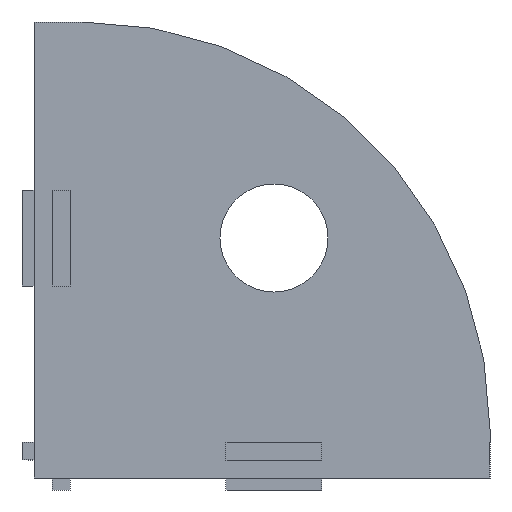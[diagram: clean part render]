
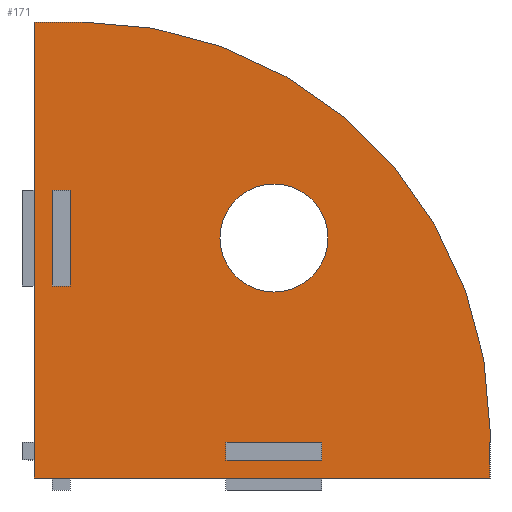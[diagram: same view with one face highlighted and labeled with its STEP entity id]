
A CAD part, front view. The second image highlights one B-rep face of the part: STEP entity #171.
In plain terms, the highlighted planar face has unit normal (0, -1, 0).
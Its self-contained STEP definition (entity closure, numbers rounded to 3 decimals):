
#24 = VERTEX_POINT ( 'NONE', #1571 ) ;
#27 = EDGE_CURVE ( 'NONE', #24, #901, #449, .T. ) ;
#29 = DIRECTION ( 'NONE',  ( 0., 0., -1. ) ) ;
#38 = LINE ( 'NONE', #404, #163 ) ;
#46 = VERTEX_POINT ( 'NONE', #1395 ) ;
#67 = FACE_OUTER_BOUND ( 'NONE', #886, .T. ) ;
#85 = ORIENTED_EDGE ( 'NONE', *, *, #1055, .T. ) ;
#90 = ORIENTED_EDGE ( 'NONE', *, *, #1153, .T. ) ;
#105 = AXIS2_PLACEMENT_3D ( 'NONE', #1133, #609, #514 ) ;
#120 = EDGE_CURVE ( 'NONE', #277, #1037, #643, .T. ) ;
#129 = VERTEX_POINT ( 'NONE', #645 ) ;
#151 = AXIS2_PLACEMENT_3D ( 'NONE', #825, #1340, #592 ) ;
#163 = VECTOR ( 'NONE', #1170, 1000. ) ;
#171 = ADVANCED_FACE ( 'NONE', ( #1282, #67, #196, #531 ), #1550, .F. ) ;
#178 = DIRECTION ( 'NONE',  ( 0., -1., 0. ) ) ;
#179 = AXIS2_PLACEMENT_3D ( 'NONE', #284, #178, #1411 ) ;
#184 = ORIENTED_EDGE ( 'NONE', *, *, #261, .T. ) ;
#186 = CARTESIAN_POINT ( 'NONE',  ( 38., 0., 4. ) ) ;
#196 = FACE_BOUND ( 'NONE', #611, .T. ) ;
#197 = ORIENTED_EDGE ( 'NONE', *, *, #340, .T. ) ;
#199 = CARTESIAN_POINT ( 'NONE',  ( 38., 0., 0. ) ) ;
#218 = CARTESIAN_POINT ( 'NONE',  ( 16., 0., 3. ) ) ;
#234 = VERTEX_POINT ( 'NONE', #1067 ) ;
#235 = EDGE_CURVE ( 'NONE', #901, #536, #405, .T. ) ;
#241 = EDGE_CURVE ( 'NONE', #129, #956, #1038, .T. ) ;
#246 = ORIENTED_EDGE ( 'NONE', *, *, #760, .T. ) ;
#261 = EDGE_CURVE ( 'NONE', #795, #445, #1344, .T. ) ;
#263 = VECTOR ( 'NONE', #1062, 1000. ) ;
#277 = VERTEX_POINT ( 'NONE', #664 ) ;
#284 = CARTESIAN_POINT ( 'NONE',  ( 4., 0., 4. ) ) ;
#301 = DIRECTION ( 'NONE',  ( 0., 1., 0. ) ) ;
#304 = VECTOR ( 'NONE', #1082, 1000. ) ;
#313 = VERTEX_POINT ( 'NONE', #1089 ) ;
#329 = EDGE_LOOP ( 'NONE', ( #246, #800 ) ) ;
#340 = EDGE_CURVE ( 'NONE', #445, #129, #965, .T. ) ;
#341 = CARTESIAN_POINT ( 'NONE',  ( 4., 0., 38. ) ) ;
#369 = ORIENTED_EDGE ( 'NONE', *, *, #429, .T. ) ;
#393 = ORIENTED_EDGE ( 'NONE', *, *, #27, .T. ) ;
#404 = CARTESIAN_POINT ( 'NONE',  ( 38., 0., 4. ) ) ;
#405 = LINE ( 'NONE', #1420, #1292 ) ;
#429 = EDGE_CURVE ( 'NONE', #46, #24, #1451, .T. ) ;
#437 = CARTESIAN_POINT ( 'NONE',  ( 3., 0., 24. ) ) ;
#444 = CARTESIAN_POINT ( 'NONE',  ( 3., 0., 16. ) ) ;
#445 = VERTEX_POINT ( 'NONE', #341 ) ;
#449 = LINE ( 'NONE', #704, #304 ) ;
#451 = EDGE_CURVE ( 'NONE', #1356, #1302, #1246, .T. ) ;
#468 = EDGE_LOOP ( 'NONE', ( #90, #1156, #600, #85 ) ) ;
#495 = VECTOR ( 'NONE', #1210, 1000. ) ;
#514 = DIRECTION ( 'NONE',  ( -1., 0., 0. ) ) ;
#531 = FACE_BOUND ( 'NONE', #329, .T. ) ;
#536 = VERTEX_POINT ( 'NONE', #633 ) ;
#558 = LINE ( 'NONE', #437, #263 ) ;
#565 = VECTOR ( 'NONE', #778, 1000. ) ;
#571 = DIRECTION ( 'NONE',  ( -1., 0., 0. ) ) ;
#592 = DIRECTION ( 'NONE',  ( -1., 0., 0. ) ) ;
#595 = ORIENTED_EDGE ( 'NONE', *, *, #848, .T. ) ;
#600 = ORIENTED_EDGE ( 'NONE', *, *, #1341, .T. ) ;
#609 = DIRECTION ( 'NONE',  ( 0., 1., 0. ) ) ;
#611 = EDGE_LOOP ( 'NONE', ( #393, #1540, #595, #369 ) ) ;
#633 = CARTESIAN_POINT ( 'NONE',  ( 24., 0., 1.5 ) ) ;
#643 = CIRCLE ( 'NONE', #105, 4.5 ) ;
#645 = CARTESIAN_POINT ( 'NONE',  ( 0., 0., 38. ) ) ;
#664 = CARTESIAN_POINT ( 'NONE',  ( 20., 0., 15.5 ) ) ;
#698 = EDGE_CURVE ( 'NONE', #795, #1245, #38, .T. ) ;
#704 = CARTESIAN_POINT ( 'NONE',  ( 24., 0., 3. ) ) ;
#706 = CARTESIAN_POINT ( 'NONE',  ( 3., 0., 16. ) ) ;
#760 = EDGE_CURVE ( 'NONE', #1037, #277, #1279, .T. ) ;
#763 = ORIENTED_EDGE ( 'NONE', *, *, #698, .F. ) ;
#770 = CARTESIAN_POINT ( 'NONE',  ( 1.5, 0., 24. ) ) ;
#778 = DIRECTION ( 'NONE',  ( 0., 0., 1. ) ) ;
#795 = VERTEX_POINT ( 'NONE', #1087 ) ;
#800 = ORIENTED_EDGE ( 'NONE', *, *, #120, .T. ) ;
#805 = CARTESIAN_POINT ( 'NONE',  ( 0., 0., 4. ) ) ;
#808 = LINE ( 'NONE', #770, #565 ) ;
#825 = CARTESIAN_POINT ( 'NONE',  ( 20., 0., 20. ) ) ;
#835 = VECTOR ( 'NONE', #1093, 1000. ) ;
#837 = LINE ( 'NONE', #199, #1098 ) ;
#846 = CARTESIAN_POINT ( 'NONE',  ( 0., 0., 38. ) ) ;
#848 = EDGE_CURVE ( 'NONE', #536, #46, #1350, .T. ) ;
#849 = ORIENTED_EDGE ( 'NONE', *, *, #241, .T. ) ;
#877 = CARTESIAN_POINT ( 'NONE',  ( 24., 0., 1.5 ) ) ;
#886 = EDGE_LOOP ( 'NONE', ( #927, #763, #184, #197, #849 ) ) ;
#901 = VERTEX_POINT ( 'NONE', #1101 ) ;
#915 = CARTESIAN_POINT ( 'NONE',  ( 20., 0., 24.5 ) ) ;
#925 = CARTESIAN_POINT ( 'NONE',  ( 38., 0., 0. ) ) ;
#927 = ORIENTED_EDGE ( 'NONE', *, *, #1348, .T. ) ;
#930 = AXIS2_PLACEMENT_3D ( 'NONE', #186, #301, #931 ) ;
#931 = DIRECTION ( 'NONE',  ( -1., 0., 0. ) ) ;
#956 = VERTEX_POINT ( 'NONE', #1259 ) ;
#965 = LINE ( 'NONE', #846, #992 ) ;
#992 = VECTOR ( 'NONE', #571, 1000. ) ;
#1037 = VERTEX_POINT ( 'NONE', #915 ) ;
#1038 = LINE ( 'NONE', #805, #1216 ) ;
#1055 = EDGE_CURVE ( 'NONE', #313, #234, #808, .T. ) ;
#1062 = DIRECTION ( 'NONE',  ( 1., 0., 0. ) ) ;
#1067 = CARTESIAN_POINT ( 'NONE',  ( 1.5, 0., 24. ) ) ;
#1077 = CARTESIAN_POINT ( 'NONE',  ( 3., 0., 24. ) ) ;
#1082 = DIRECTION ( 'NONE',  ( 1., 0., 0. ) ) ;
#1087 = CARTESIAN_POINT ( 'NONE',  ( 38., 0., 4. ) ) ;
#1089 = CARTESIAN_POINT ( 'NONE',  ( 1.5, 0., 16. ) ) ;
#1093 = DIRECTION ( 'NONE',  ( -1., 0., 0. ) ) ;
#1098 = VECTOR ( 'NONE', #1332, 1000. ) ;
#1101 = CARTESIAN_POINT ( 'NONE',  ( 24., 0., 3. ) ) ;
#1133 = CARTESIAN_POINT ( 'NONE',  ( 20., 0., 20. ) ) ;
#1153 = EDGE_CURVE ( 'NONE', #234, #1356, #558, .T. ) ;
#1154 = DIRECTION ( 'NONE',  ( 0., 0., -1. ) ) ;
#1156 = ORIENTED_EDGE ( 'NONE', *, *, #451, .T. ) ;
#1170 = DIRECTION ( 'NONE',  ( 0., 0., -1. ) ) ;
#1198 = LINE ( 'NONE', #444, #835 ) ;
#1210 = DIRECTION ( 'NONE',  ( 0., 0., 1. ) ) ;
#1216 = VECTOR ( 'NONE', #1154, 1000. ) ;
#1245 = VERTEX_POINT ( 'NONE', #925 ) ;
#1246 = LINE ( 'NONE', #1487, #1410 ) ;
#1259 = CARTESIAN_POINT ( 'NONE',  ( 0., 0., 0. ) ) ;
#1279 = CIRCLE ( 'NONE', #151, 4.5 ) ;
#1282 = FACE_BOUND ( 'NONE', #468, .T. ) ;
#1292 = VECTOR ( 'NONE', #1561, 1000. ) ;
#1302 = VERTEX_POINT ( 'NONE', #706 ) ;
#1332 = DIRECTION ( 'NONE',  ( 1., 0., 0. ) ) ;
#1340 = DIRECTION ( 'NONE',  ( 0., 1., 0. ) ) ;
#1341 = EDGE_CURVE ( 'NONE', #1302, #313, #1198, .T. ) ;
#1344 = CIRCLE ( 'NONE', #179, 34. ) ;
#1348 = EDGE_CURVE ( 'NONE', #956, #1245, #837, .T. ) ;
#1350 = LINE ( 'NONE', #877, #1467 ) ;
#1356 = VERTEX_POINT ( 'NONE', #1077 ) ;
#1383 = DIRECTION ( 'NONE',  ( -1., 0., 0. ) ) ;
#1395 = CARTESIAN_POINT ( 'NONE',  ( 16., 0., 1.5 ) ) ;
#1410 = VECTOR ( 'NONE', #29, 1000. ) ;
#1411 = DIRECTION ( 'NONE',  ( -1., 0., 0. ) ) ;
#1420 = CARTESIAN_POINT ( 'NONE',  ( 24., 0., 3. ) ) ;
#1451 = LINE ( 'NONE', #218, #495 ) ;
#1467 = VECTOR ( 'NONE', #1383, 1000. ) ;
#1487 = CARTESIAN_POINT ( 'NONE',  ( 3., 0., 24. ) ) ;
#1540 = ORIENTED_EDGE ( 'NONE', *, *, #235, .T. ) ;
#1550 = PLANE ( 'NONE',  #930 ) ;
#1561 = DIRECTION ( 'NONE',  ( 0., 0., -1. ) ) ;
#1571 = CARTESIAN_POINT ( 'NONE',  ( 16., 0., 3. ) ) ;
